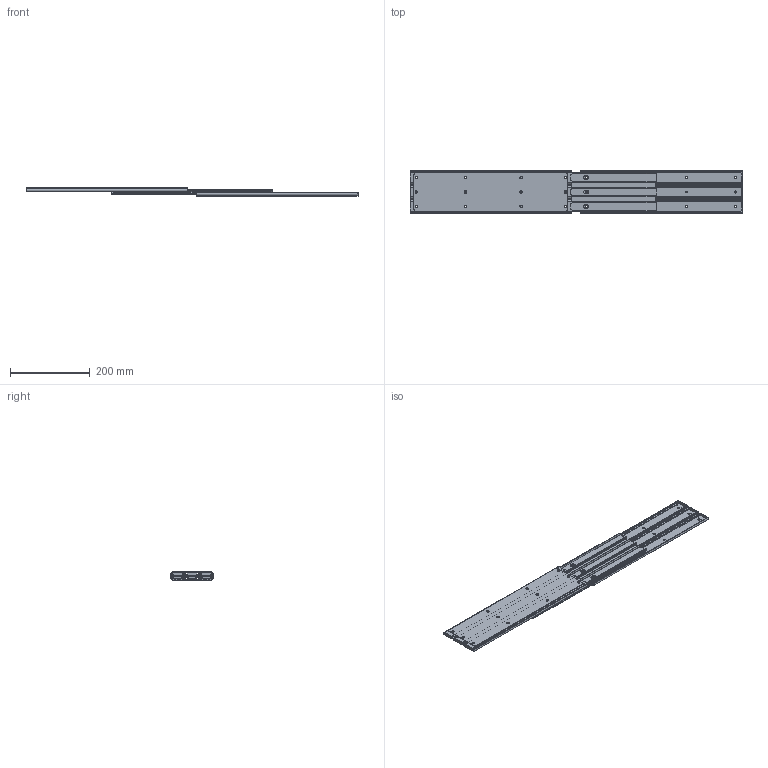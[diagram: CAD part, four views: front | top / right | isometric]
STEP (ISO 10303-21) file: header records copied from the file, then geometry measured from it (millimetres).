
FILE_DESCRIPTION (( 'STEP AP203' ), '1' );
FILE_NAME ('KC-411-16.STEP', '2021-11-18T07:18:38', ( '' ), ( '' ), 'SwSTEP 2.0', 'SolidWorks 2018', '' );
FILE_SCHEMA (( 'CONFIG_CONTROL_DESIGN' ));
Length unit declared in the file: millimetre
Products named in the file (7): KC-411-16; KC-411-16_inner rail_; KC-411-16_inner fitting plate_; KC-411-16_outer fitting plate_; KC-411-16_outer rail_
Assembly tree (14 placements, depth 3):
  KC-411-16
    KC-411-16_outer rail_  x2
      KC-411-16_outer fitting plate_
      KC-411-16_outer rail_
    KC-411-16_inner rail_
      KC-411-16_inner fitting plate_
      KC-411-16_inner rail_  x6
Bounding box: 834.4 x 107.5 x 23.8 mm (x, y, z)
Volume: 477731.7 mm3; surface area: 630610.9 mm2
Topology: 15 solids, 15 shells, 732 faces, 2094 edges, 1392 vertices
Faces by surface type: cylinder 378, plane 354
Entity records: 7129 total; most frequent: CARTESIAN_POINT 1231, DIRECTION 1082, ORIENTED_EDGE 1016, EDGE_CURVE 508, AXIS2_PLACEMENT_3D 393, VERTEX_POINT 338, LINE 296, VECTOR 296
